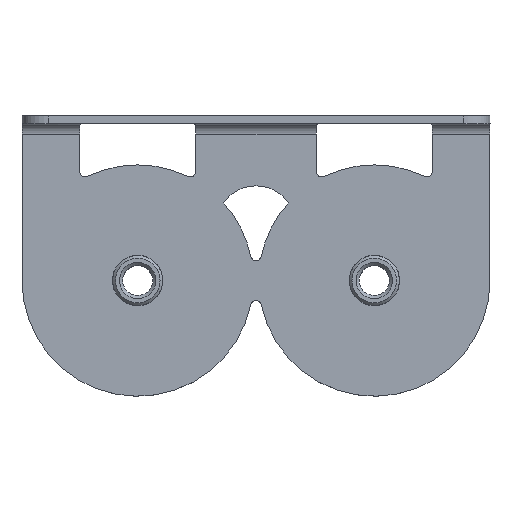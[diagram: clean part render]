
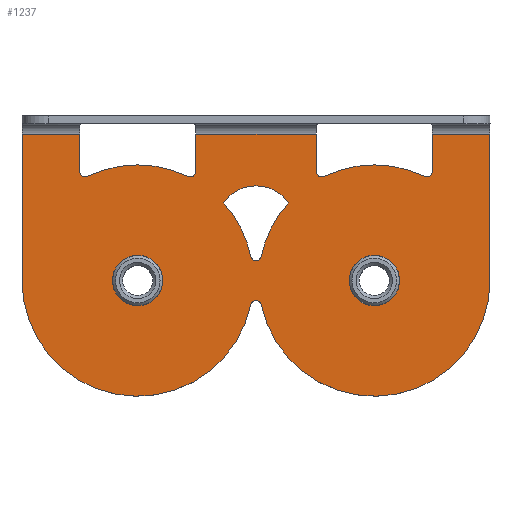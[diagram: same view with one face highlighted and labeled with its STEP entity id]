
A CAD part, top view. The second image highlights one B-rep face of the part: STEP entity #1237.
In plain terms, the highlighted planar face has unit normal (0, 0, 1).
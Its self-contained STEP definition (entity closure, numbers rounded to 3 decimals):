
#59=FACE_BOUND('',#301,.T.);
#60=FACE_BOUND('',#302,.T.);
#61=FACE_BOUND('',#303,.T.);
#122=CIRCLE('',#1336,2.);
#123=CIRCLE('',#1337,44.);
#124=CIRCLE('',#1338,2.);
#125=CIRCLE('',#1339,44.);
#126=CIRCLE('',#1340,2.);
#127=CIRCLE('',#1341,44.);
#128=CIRCLE('',#1342,2.);
#129=CIRCLE('',#1343,44.);
#130=CIRCLE('',#1344,2.);
#131=CIRCLE('',#1345,2.);
#132=CIRCLE('',#1346,44.);
#133=CIRCLE('',#1347,15.);
#134=CIRCLE('',#1348,44.);
#135=CIRCLE('',#1349,9.6);
#136=CIRCLE('',#1350,9.6);
#226=FACE_OUTER_BOUND('',#300,.T.);
#300=EDGE_LOOP('',(#969,#970,#971,#972,#973,#974,#975,#976,#977,#978,#979,
#980,#981,#982,#983,#984,#985,#986));
#301=EDGE_LOOP('',(#987,#988,#989,#990));
#302=EDGE_LOOP('',(#991));
#303=EDGE_LOOP('',(#992));
#392=LINE('',#1976,#478);
#401=LINE('',#2004,#487);
#407=LINE('',#2020,#493);
#409=LINE('',#2026,#495);
#415=LINE('',#2043,#501);
#416=LINE('',#2047,#502);
#417=LINE('',#2054,#503);
#418=LINE('',#2056,#504);
#419=LINE('',#2063,#505);
#478=VECTOR('',#1516,14.175);
#487=VECTOR('',#1541,14.175);
#493=VECTOR('',#1555,14.175);
#495=VECTOR('',#1563,46.);
#501=VECTOR('',#1577,22.);
#502=VECTOR('',#1582,14.175);
#503=VECTOR('',#1589,22.);
#504=VECTOR('',#1590,55.6);
#505=VECTOR('',#1597,55.6);
#568=VERTEX_POINT('',#1973);
#569=VERTEX_POINT('',#1975);
#579=VERTEX_POINT('',#2001);
#580=VERTEX_POINT('',#2003);
#585=VERTEX_POINT('',#2017);
#586=VERTEX_POINT('',#2019);
#587=VERTEX_POINT('',#2024);
#594=VERTEX_POINT('',#2042);
#595=VERTEX_POINT('',#2046);
#596=VERTEX_POINT('',#2048);
#597=VERTEX_POINT('',#2050);
#598=VERTEX_POINT('',#2053);
#599=VERTEX_POINT('',#2055);
#600=VERTEX_POINT('',#2057);
#601=VERTEX_POINT('',#2059);
#602=VERTEX_POINT('',#2061);
#603=VERTEX_POINT('',#2064);
#604=VERTEX_POINT('',#2066);
#605=VERTEX_POINT('',#2069);
#606=VERTEX_POINT('',#2070);
#607=VERTEX_POINT('',#2072);
#608=VERTEX_POINT('',#2074);
#609=VERTEX_POINT('',#2077);
#610=VERTEX_POINT('',#2079);
#703=EDGE_CURVE('',#569,#568,#392,.T.);
#717=EDGE_CURVE('',#580,#579,#401,.T.);
#725=EDGE_CURVE('',#586,#585,#407,.T.);
#729=EDGE_CURVE('',#587,#568,#409,.T.);
#737=EDGE_CURVE('',#586,#594,#415,.T.);
#739=EDGE_CURVE('',#587,#595,#416,.T.);
#740=EDGE_CURVE('',#595,#596,#122,.T.);
#741=EDGE_CURVE('',#596,#597,#123,.T.);
#742=EDGE_CURVE('',#597,#580,#124,.T.);
#743=EDGE_CURVE('',#598,#579,#417,.T.);
#744=EDGE_CURVE('',#598,#599,#418,.T.);
#745=EDGE_CURVE('',#599,#600,#125,.T.);
#746=EDGE_CURVE('',#600,#601,#126,.T.);
#747=EDGE_CURVE('',#601,#602,#127,.T.);
#748=EDGE_CURVE('',#602,#594,#419,.T.);
#749=EDGE_CURVE('',#585,#603,#128,.T.);
#750=EDGE_CURVE('',#603,#604,#129,.T.);
#751=EDGE_CURVE('',#604,#569,#130,.T.);
#752=EDGE_CURVE('',#605,#606,#131,.T.);
#753=EDGE_CURVE('',#606,#607,#132,.T.);
#754=EDGE_CURVE('',#607,#608,#133,.T.);
#755=EDGE_CURVE('',#608,#605,#134,.T.);
#756=EDGE_CURVE('',#609,#609,#135,.T.);
#757=EDGE_CURVE('',#610,#610,#136,.T.);
#969=ORIENTED_EDGE('',*,*,#729,.F.);
#970=ORIENTED_EDGE('',*,*,#739,.T.);
#971=ORIENTED_EDGE('',*,*,#740,.T.);
#972=ORIENTED_EDGE('',*,*,#741,.T.);
#973=ORIENTED_EDGE('',*,*,#742,.T.);
#974=ORIENTED_EDGE('',*,*,#717,.T.);
#975=ORIENTED_EDGE('',*,*,#743,.F.);
#976=ORIENTED_EDGE('',*,*,#744,.T.);
#977=ORIENTED_EDGE('',*,*,#745,.T.);
#978=ORIENTED_EDGE('',*,*,#746,.T.);
#979=ORIENTED_EDGE('',*,*,#747,.T.);
#980=ORIENTED_EDGE('',*,*,#748,.T.);
#981=ORIENTED_EDGE('',*,*,#737,.F.);
#982=ORIENTED_EDGE('',*,*,#725,.T.);
#983=ORIENTED_EDGE('',*,*,#749,.T.);
#984=ORIENTED_EDGE('',*,*,#750,.T.);
#985=ORIENTED_EDGE('',*,*,#751,.T.);
#986=ORIENTED_EDGE('',*,*,#703,.T.);
#987=ORIENTED_EDGE('',*,*,#752,.T.);
#988=ORIENTED_EDGE('',*,*,#753,.T.);
#989=ORIENTED_EDGE('',*,*,#754,.T.);
#990=ORIENTED_EDGE('',*,*,#755,.T.);
#991=ORIENTED_EDGE('',*,*,#756,.T.);
#992=ORIENTED_EDGE('',*,*,#757,.T.);
#1199=PLANE('',#1335);
#1237=ADVANCED_FACE('',(#226,#59,#60,#61),#1199,.T.);
#1335=AXIS2_PLACEMENT_3D('',#2045,#1580,#1581);
#1336=AXIS2_PLACEMENT_3D('',#2049,#1583,#1584);
#1337=AXIS2_PLACEMENT_3D('',#2051,#1585,#1586);
#1338=AXIS2_PLACEMENT_3D('',#2052,#1587,#1588);
#1339=AXIS2_PLACEMENT_3D('',#2058,#1591,#1592);
#1340=AXIS2_PLACEMENT_3D('',#2060,#1593,#1594);
#1341=AXIS2_PLACEMENT_3D('',#2062,#1595,#1596);
#1342=AXIS2_PLACEMENT_3D('',#2065,#1598,#1599);
#1343=AXIS2_PLACEMENT_3D('',#2067,#1600,#1601);
#1344=AXIS2_PLACEMENT_3D('',#2068,#1602,#1603);
#1345=AXIS2_PLACEMENT_3D('',#2071,#1604,#1605);
#1346=AXIS2_PLACEMENT_3D('',#2073,#1606,#1607);
#1347=AXIS2_PLACEMENT_3D('',#2075,#1608,#1609);
#1348=AXIS2_PLACEMENT_3D('',#2076,#1610,#1611);
#1349=AXIS2_PLACEMENT_3D('',#2078,#1612,#1613);
#1350=AXIS2_PLACEMENT_3D('',#2080,#1614,#1615);
#1516=DIRECTION('',(0.,1.,0.));
#1541=DIRECTION('',(0.,1.,0.));
#1555=DIRECTION('',(0.,-1.,0.));
#1563=DIRECTION('',(1.,0.,0.));
#1577=DIRECTION('',(1.,0.,0.));
#1580=DIRECTION('center_axis',(0.,0.,1.));
#1581=DIRECTION('ref_axis',(1.,0.,0.));
#1582=DIRECTION('',(0.,-1.,0.));
#1583=DIRECTION('center_axis',(0.,0.,-1.));
#1584=DIRECTION('ref_axis',(1.,0.,0.));
#1585=DIRECTION('center_axis',(0.,0.,1.));
#1586=DIRECTION('ref_axis',(0.435,-0.901,0.));
#1587=DIRECTION('center_axis',(0.,0.,-1.));
#1588=DIRECTION('ref_axis',(0.435,-0.901,0.));
#1589=DIRECTION('',(1.,0.,0.));
#1590=DIRECTION('',(0.,-1.,0.));
#1591=DIRECTION('center_axis',(0.,0.,1.));
#1592=DIRECTION('ref_axis',(-1.,0.,0.));
#1593=DIRECTION('center_axis',(0.,0.,-1.));
#1594=DIRECTION('ref_axis',(-0.978,-0.207,0.));
#1595=DIRECTION('center_axis',(0.,0.,1.));
#1596=DIRECTION('ref_axis',(-0.978,-0.207,0.));
#1597=DIRECTION('',(0.,1.,0.));
#1598=DIRECTION('center_axis',(0.,0.,-1.));
#1599=DIRECTION('ref_axis',(1.,0.,0.));
#1600=DIRECTION('center_axis',(0.,0.,1.));
#1601=DIRECTION('ref_axis',(0.435,-0.901,0.));
#1602=DIRECTION('center_axis',(0.,0.,-1.));
#1603=DIRECTION('ref_axis',(0.435,-0.901,0.));
#1604=DIRECTION('center_axis',(0.,0.,-1.));
#1605=DIRECTION('ref_axis',(0.978,-0.207,0.));
#1606=DIRECTION('center_axis',(0.,0.,1.));
#1607=DIRECTION('ref_axis',(-0.742,-0.671,0.));
#1608=DIRECTION('center_axis',(0.,0.,-1.));
#1609=DIRECTION('ref_axis',(-0.824,0.567,0.));
#1610=DIRECTION('center_axis',(0.,0.,1.));
#1611=DIRECTION('ref_axis',(0.978,-0.207,0.));
#1612=DIRECTION('center_axis',(0.,0.,-1.));
#1613=DIRECTION('ref_axis',(1.,0.,0.));
#1614=DIRECTION('center_axis',(0.,0.,-1.));
#1615=DIRECTION('ref_axis',(1.,0.,0.));
#1973=CARTESIAN_POINT('',(23.,-7.,3.));
#1975=CARTESIAN_POINT('',(23.,-21.175,3.));
#1976=CARTESIAN_POINT('',(23.,-22.032,3.));
#2001=CARTESIAN_POINT('',(-67.,-7.,3.));
#2003=CARTESIAN_POINT('',(-67.,-21.175,3.));
#2004=CARTESIAN_POINT('',(-67.,-22.032,3.));
#2017=CARTESIAN_POINT('',(67.,-21.175,3.));
#2019=CARTESIAN_POINT('',(67.,-7.,3.));
#2020=CARTESIAN_POINT('',(67.,-32.62,3.));
#2024=CARTESIAN_POINT('',(-23.,-7.,3.));
#2026=CARTESIAN_POINT('',(-44.5,-7.,3.));
#2042=CARTESIAN_POINT('',(89.,-7.,3.));
#2043=CARTESIAN_POINT('',(-44.5,-7.,3.));
#2045=CARTESIAN_POINT('Origin',(0.,-44.064,
3.));
#2046=CARTESIAN_POINT('',(-23.,-21.175,3.));
#2047=CARTESIAN_POINT('',(-23.,-32.62,3.));
#2048=CARTESIAN_POINT('',(-25.87,-22.976,3.));
#2049=CARTESIAN_POINT('Origin',(-25.,-21.175,3.));
#2050=CARTESIAN_POINT('',(-64.13,-22.976,3.));
#2051=CARTESIAN_POINT('Origin',(-45.,-62.6,3.));
#2052=CARTESIAN_POINT('Origin',(-65.,-21.175,3.));
#2053=CARTESIAN_POINT('',(-89.,-7.,3.));
#2054=CARTESIAN_POINT('',(-44.5,-7.,3.));
#2055=CARTESIAN_POINT('',(-89.,-62.6,3.));
#2056=CARTESIAN_POINT('',(-89.,0.,3.));
#2057=CARTESIAN_POINT('',(-1.957,-71.725,3.));
#2058=CARTESIAN_POINT('Origin',(-45.,-62.6,3.));
#2059=CARTESIAN_POINT('',(1.957,-71.725,3.));
#2060=CARTESIAN_POINT('Origin',(0.,-72.139,3.));
#2061=CARTESIAN_POINT('',(89.,-62.6,3.));
#2062=CARTESIAN_POINT('Origin',(45.,-62.6,3.));
#2063=CARTESIAN_POINT('',(89.,-62.6,3.));
#2064=CARTESIAN_POINT('',(64.13,-22.976,3.));
#2065=CARTESIAN_POINT('Origin',(65.,-21.175,3.));
#2066=CARTESIAN_POINT('',(25.87,-22.976,3.));
#2067=CARTESIAN_POINT('Origin',(45.,-62.6,3.));
#2068=CARTESIAN_POINT('Origin',(25.,-21.175,3.));
#2069=CARTESIAN_POINT('',(1.957,-53.475,3.));
#2070=CARTESIAN_POINT('',(-1.957,-53.475,3.));
#2071=CARTESIAN_POINT('Origin',(0.,-53.061,3.));
#2072=CARTESIAN_POINT('',(-12.357,-33.097,3.));
#2073=CARTESIAN_POINT('Origin',(-45.,-62.6,3.));
#2074=CARTESIAN_POINT('',(12.357,-33.097,3.));
#2075=CARTESIAN_POINT('Origin',(0.,-41.6,3.));
#2076=CARTESIAN_POINT('Origin',(45.,-62.6,3.));
#2077=CARTESIAN_POINT('',(-54.6,-62.6,3.));
#2078=CARTESIAN_POINT('Origin',(-45.,-62.6,3.));
#2079=CARTESIAN_POINT('',(35.4,-62.6,3.));
#2080=CARTESIAN_POINT('Origin',(45.,-62.6,3.));
